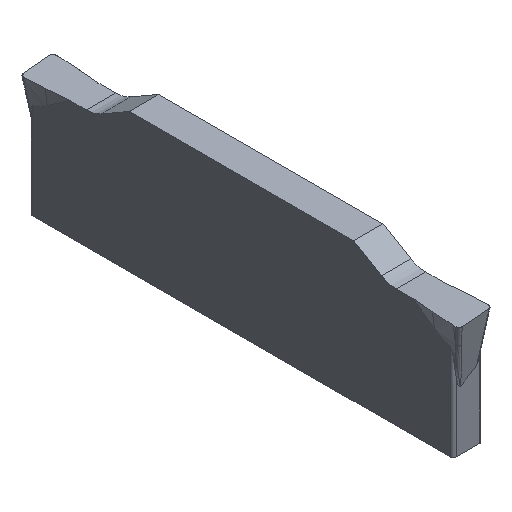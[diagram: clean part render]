
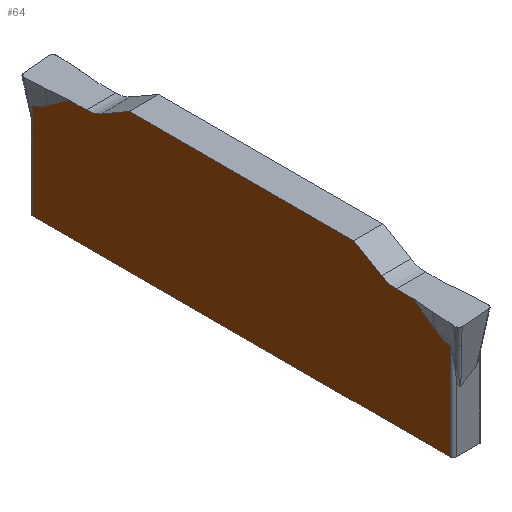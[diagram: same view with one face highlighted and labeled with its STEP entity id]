
A CAD part, isometric view. The second image highlights one B-rep face of the part: STEP entity #64.
In plain terms, the highlighted planar face has unit normal (-1, 0, 0).
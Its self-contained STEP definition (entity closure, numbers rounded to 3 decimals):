
#64=ADVANCED_FACE('',(#136),#114,.T.);
#114=PLANE('',#1167);
#136=FACE_OUTER_BOUND('',#186,.T.);
#186=EDGE_LOOP('',(#239,#240,#241,#242,#243,#244,#245,#246,#247,#248,#249,
#250,#251,#252));
#239=ORIENTED_EDGE('',*,*,#593,.T.);
#240=ORIENTED_EDGE('',*,*,#594,.F.);
#241=ORIENTED_EDGE('',*,*,#595,.F.);
#242=ORIENTED_EDGE('',*,*,#596,.T.);
#243=ORIENTED_EDGE('',*,*,#597,.T.);
#244=ORIENTED_EDGE('',*,*,#598,.T.);
#245=ORIENTED_EDGE('',*,*,#592,.F.);
#246=ORIENTED_EDGE('',*,*,#599,.T.);
#247=ORIENTED_EDGE('',*,*,#600,.F.);
#248=ORIENTED_EDGE('',*,*,#601,.F.);
#249=ORIENTED_EDGE('',*,*,#602,.T.);
#250=ORIENTED_EDGE('',*,*,#603,.F.);
#251=ORIENTED_EDGE('',*,*,#604,.F.);
#252=ORIENTED_EDGE('',*,*,#605,.F.);
#503=VERTEX_POINT('',#1479);
#506=VERTEX_POINT('',#1484);
#507=VERTEX_POINT('',#1488);
#508=VERTEX_POINT('',#1489);
#509=VERTEX_POINT('',#1494);
#510=VERTEX_POINT('',#1496);
#511=VERTEX_POINT('',#1498);
#512=VERTEX_POINT('',#1500);
#513=VERTEX_POINT('',#1503);
#514=VERTEX_POINT('',#1505);
#515=VERTEX_POINT('',#1507);
#516=VERTEX_POINT('',#1509);
#517=VERTEX_POINT('',#1514);
#518=VERTEX_POINT('',#1516);
#592=EDGE_CURVE('',#506,#503,#935,.T.);
#593=EDGE_CURVE('',#507,#508,#936,.T.);
#594=EDGE_CURVE('',#509,#508,#727,.T.);
#595=EDGE_CURVE('',#510,#509,#937,.T.);
#596=EDGE_CURVE('',#510,#511,#938,.T.);
#597=EDGE_CURVE('',#511,#512,#795,.T.);
#598=EDGE_CURVE('',#512,#503,#939,.T.);
#599=EDGE_CURVE('',#506,#513,#940,.T.);
#600=EDGE_CURVE('',#514,#513,#796,.T.);
#601=EDGE_CURVE('',#515,#514,#941,.T.);
#602=EDGE_CURVE('',#515,#516,#942,.T.);
#603=EDGE_CURVE('',#517,#516,#728,.T.);
#604=EDGE_CURVE('',#518,#517,#943,.T.);
#605=EDGE_CURVE('',#507,#518,#944,.T.);
#727=B_SPLINE_CURVE_WITH_KNOTS('',3,(#1490,#1491,#1492,#1493),
 .UNSPECIFIED.,.F.,.F.,(4,4),(0.,1.),.UNSPECIFIED.);
#728=B_SPLINE_CURVE_WITH_KNOTS('',3,(#1510,#1511,#1512,#1513),
 .UNSPECIFIED.,.F.,.F.,(4,4),(0.,1.),.UNSPECIFIED.);
#795=CIRCLE('',#1165,1.);
#796=CIRCLE('',#1166,1.);
#935=LINE('',#1485,#1013);
#936=LINE('',#1487,#1014);
#937=LINE('',#1495,#1015);
#938=LINE('',#1497,#1016);
#939=LINE('',#1501,#1017);
#940=LINE('',#1502,#1018);
#941=LINE('',#1506,#1019);
#942=LINE('',#1508,#1020);
#943=LINE('',#1515,#1021);
#944=LINE('',#1517,#1022);
#1013=VECTOR('',#1265,1.);
#1014=VECTOR('',#1268,1.);
#1015=VECTOR('',#1269,1.);
#1016=VECTOR('',#1270,1.);
#1017=VECTOR('',#1273,1.);
#1018=VECTOR('',#1274,1.);
#1019=VECTOR('',#1277,1.);
#1020=VECTOR('',#1278,1.);
#1021=VECTOR('',#1279,1.);
#1022=VECTOR('',#1280,1.);
#1165=AXIS2_PLACEMENT_3D('',#1499,#1271,#1272);
#1166=AXIS2_PLACEMENT_3D('',#1504,#1275,#1276);
#1167=AXIS2_PLACEMENT_3D('',#1518,#1281,#1282);
#1265=DIRECTION('',(0.,-1.,0.));
#1268=DIRECTION('',(0.,0.,1.));
#1269=DIRECTION('',(0.,-0.815,-0.579));
#1270=DIRECTION('',(0.,1.,0.));
#1271=DIRECTION('',(1.,0.,0.));
#1272=DIRECTION('',(0.,0.,-1.));
#1273=DIRECTION('',(0.,0.866,0.5));
#1274=DIRECTION('',(0.,0.866,-0.5));
#1275=DIRECTION('',(-1.,0.,0.));
#1276=DIRECTION('',(0.,0.,-1.));
#1277=DIRECTION('',(0.,-1.,0.));
#1278=DIRECTION('',(0.,0.815,-0.579));
#1279=DIRECTION('',(0.,0.,1.));
#1280=DIRECTION('',(0.,1.,0.));
#1281=DIRECTION('',(-1.,0.,0.));
#1282=DIRECTION('',(0.,1.,0.));
#1479=CARTESIAN_POINT('',(-0.5,3.69,0.687));
#1484=CARTESIAN_POINT('',(-0.5,11.31,0.687));
#1485=CARTESIAN_POINT('',(-0.5,11.31,0.687));
#1487=CARTESIAN_POINT('',(-0.5,0.4,-4.03));
#1488=CARTESIAN_POINT('',(-0.5,0.4,-4.03));
#1489=CARTESIAN_POINT('',(-0.5,0.4,-0.78));
#1490=CARTESIAN_POINT('',(-0.5,0.934,-0.517));
#1491=CARTESIAN_POINT('',(-0.5,0.756,-0.644));
#1492=CARTESIAN_POINT('',(-0.5,0.578,-0.731));
#1493=CARTESIAN_POINT('',(-0.5,0.4,-0.78));
#1494=CARTESIAN_POINT('',(-0.5,0.934,-0.517));
#1495=CARTESIAN_POINT('',(-0.5,1.663,0.));
#1496=CARTESIAN_POINT('',(-0.5,1.663,0.));
#1497=CARTESIAN_POINT('',(-0.5,1.663,0.));
#1498=CARTESIAN_POINT('',(-0.5,2.232,0.));
#1499=CARTESIAN_POINT('',(-0.5,2.232,1.));
#1500=CARTESIAN_POINT('',(-0.5,2.732,0.134));
#1501=CARTESIAN_POINT('',(-0.5,2.732,0.134));
#1502=CARTESIAN_POINT('',(-0.5,11.31,0.687));
#1503=CARTESIAN_POINT('',(-0.5,12.268,0.134));
#1504=CARTESIAN_POINT('',(-0.5,12.768,1.));
#1505=CARTESIAN_POINT('',(-0.5,12.768,0.));
#1506=CARTESIAN_POINT('',(-0.5,13.337,0.));
#1507=CARTESIAN_POINT('',(-0.5,13.337,0.));
#1508=CARTESIAN_POINT('',(-0.5,13.337,0.));
#1509=CARTESIAN_POINT('',(-0.5,14.098,-0.54));
#1510=CARTESIAN_POINT('',(-0.5,14.6,-0.793));
#1511=CARTESIAN_POINT('',(-0.5,14.433,-0.743));
#1512=CARTESIAN_POINT('',(-0.5,14.266,-0.659));
#1513=CARTESIAN_POINT('',(-0.5,14.098,-0.54));
#1514=CARTESIAN_POINT('',(-0.5,14.6,-0.793));
#1515=CARTESIAN_POINT('',(-0.5,14.6,-4.03));
#1516=CARTESIAN_POINT('',(-0.5,14.6,-4.03));
#1517=CARTESIAN_POINT('',(-0.5,0.4,-4.03));
#1518=CARTESIAN_POINT('',(-0.5,7.5,-4.03));
